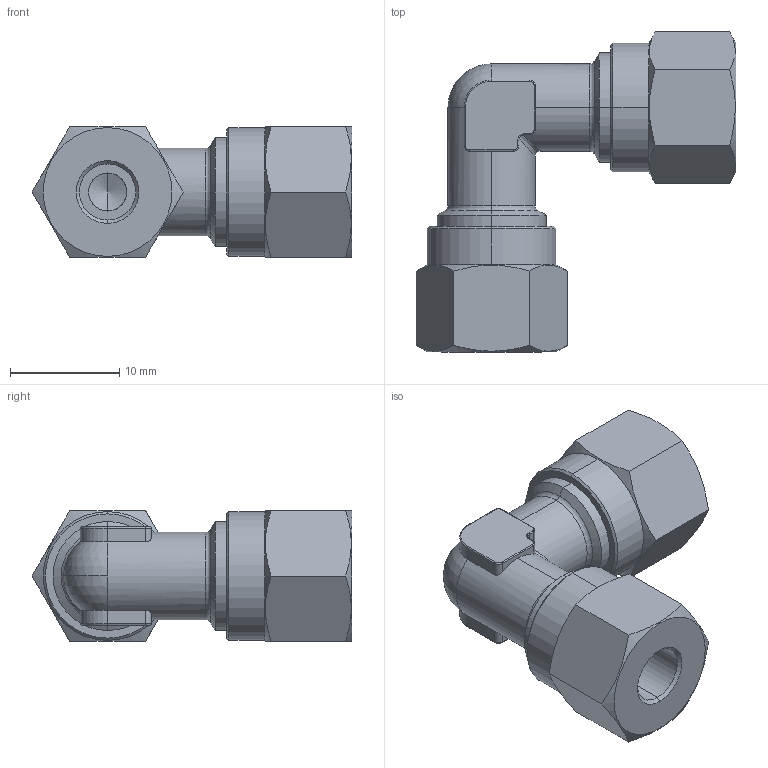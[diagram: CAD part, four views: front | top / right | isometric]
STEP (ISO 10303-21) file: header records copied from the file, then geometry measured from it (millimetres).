
FILE_DESCRIPTION (( 'STEP AP203' ), '1' );
FILE_NAME ('03070020.STEP', '2011-10-31T13:07:42', ( '' ), ( 'sopra-pneumatic' ), 'SwSTEP 2.0', 'SolidWorks 2011', '' );
FILE_SCHEMA (( 'CONFIG_CONTROL_DESIGN' ));
Length unit declared in the file: millimetre
Products named in the file (1): 03070020
Bounding box: 29.33 x 29.33 x 12 mm (x, y, z)
Volume: 3228.7 mm3; surface area: 2465.7 mm2
Topology: 1 solids, 1 shells, 123 faces, 291 edges, 170 vertices
Faces by surface type: cylinder 48, plane 32, cone 24, torus 16, sphere 2, bspline 1
Entity records: 3816 total; most frequent: CARTESIAN_POINT 962, DIRECTION 600, ORIENTED_EDGE 574, EDGE_CURVE 287, AXIS2_PLACEMENT_3D 242, VERTEX_POINT 170, EDGE_LOOP 129, ADVANCED_FACE 123
